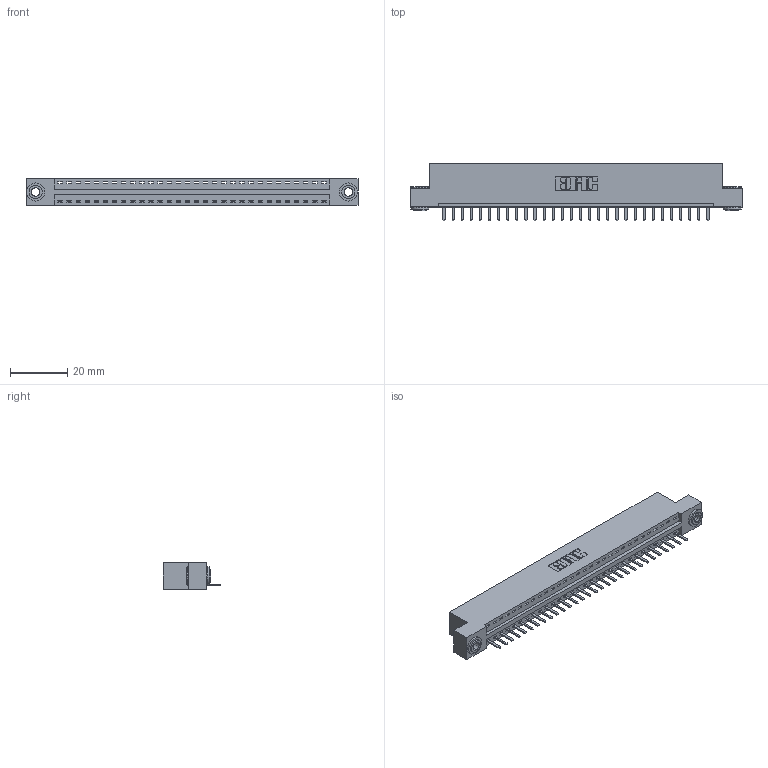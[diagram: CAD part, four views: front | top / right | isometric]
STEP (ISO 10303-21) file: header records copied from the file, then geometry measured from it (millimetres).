
FILE_DESCRIPTION (( 'STEP AP203' ), '1' );
FILE_NAME ('346-030-520-103.STEP', '2022-05-06T15:16:33', ( '' ), ( '' ), 'SwSTEP 2.0', 'SolidWorks 2020', '' );
FILE_SCHEMA (( 'CONFIG_CONTROL_DESIGN' ));
Length unit declared in the file: inch
Products named in the file (4): 345-292-001_345-293-120; 346 Part_Flush Mounting Lugs - 0.156 Dia-TH; 345-250-002_345-250-002-102; 346-030-520-103
Assembly tree (33 placements, depth 2):
  346-030-520-103
    346 Part_Flush Mounting Lugs - 0.156 Dia-TH
    345-292-001_345-293-120  x30
    345-250-002_345-250-002-102  x2
Bounding box: 115.82 x 20.02 x 9.4 mm (x, y, z)
Volume: 10919.2 mm3; surface area: 13481.5 mm2
Topology: 33 solids, 33 shells, 2034 faces, 5961 edges, 3890 vertices
Faces by surface type: plane 1360, cylinder 666, cone 8
Entity records: 21414 total; most frequent: CARTESIAN_POINT 3667, ORIENTED_EDGE 3610, DIRECTION 3267, EDGE_CURVE 1805, VECTOR 1525, LINE 1525, VERTEX_POINT 1198, AXIS2_PLACEMENT_3D 871
